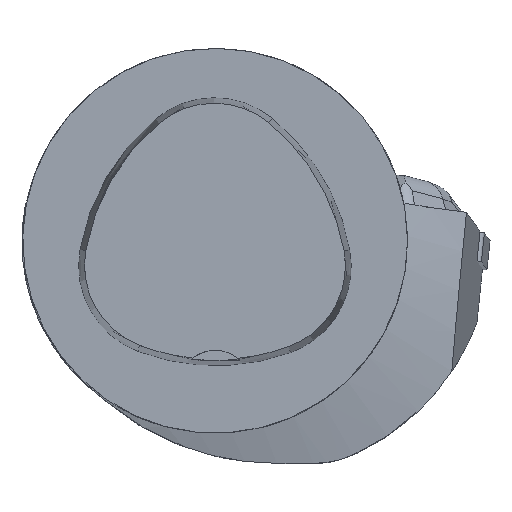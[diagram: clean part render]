
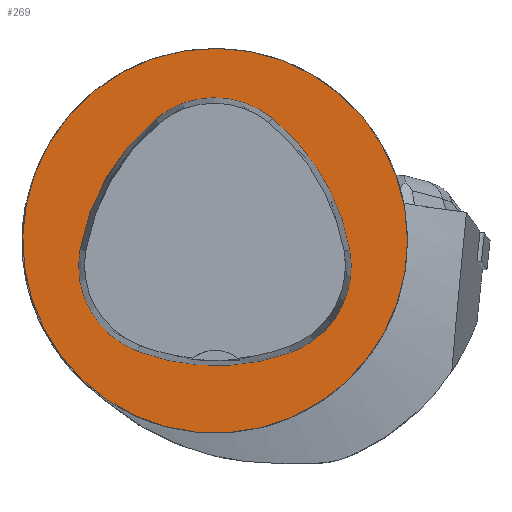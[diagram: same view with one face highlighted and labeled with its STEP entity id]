
A CAD part, top view. The second image highlights one B-rep face of the part: STEP entity #269.
In plain terms, the highlighted planar face has unit normal (0, 0, 1).
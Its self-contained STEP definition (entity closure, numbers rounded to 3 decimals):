
#269=ADVANCED_FACE('',(#656,#657),#340,.T.);
#340=PLANE('',#1800);
#656=FACE_BOUND('',#701,.T.);
#657=FACE_BOUND('',#702,.T.);
#701=EDGE_LOOP('',(#957,#958,#959,#960,#961,#962));
#702=EDGE_LOOP('',(#963));
#957=ORIENTED_EDGE('',*,*,#1495,.F.);
#958=ORIENTED_EDGE('',*,*,#1490,.F.);
#959=ORIENTED_EDGE('',*,*,#1485,.F.);
#960=ORIENTED_EDGE('',*,*,#1482,.F.);
#961=ORIENTED_EDGE('',*,*,#1479,.F.);
#962=ORIENTED_EDGE('',*,*,#1475,.F.);
#963=ORIENTED_EDGE('',*,*,#1465,.T.);
#1293=VERTEX_POINT('',#2675);
#1302=VERTEX_POINT('',#2695);
#1303=VERTEX_POINT('',#2696);
#1306=VERTEX_POINT('',#2704);
#1308=VERTEX_POINT('',#2710);
#1310=VERTEX_POINT('',#2716);
#1314=VERTEX_POINT('',#2729);
#1465=EDGE_CURVE('',#1293,#1293,#1605,.T.);
#1475=EDGE_CURVE('',#1302,#1303,#1606,.T.);
#1479=EDGE_CURVE('',#1303,#1306,#1608,.T.);
#1482=EDGE_CURVE('',#1306,#1308,#1610,.T.);
#1485=EDGE_CURVE('',#1308,#1310,#1612,.T.);
#1490=EDGE_CURVE('',#1310,#1314,#1615,.T.);
#1495=EDGE_CURVE('',#1314,#1302,#1618,.T.);
#1605=CIRCLE('',#1771,31.5);
#1606=CIRCLE('',#1778,36.);
#1608=CIRCLE('',#1781,15.);
#1610=CIRCLE('',#1784,36.);
#1612=CIRCLE('',#1787,15.);
#1615=CIRCLE('',#1791,36.);
#1618=CIRCLE('',#1795,15.);
#1771=AXIS2_PLACEMENT_3D('',#2674,#2054,#2055);
#1778=AXIS2_PLACEMENT_3D('',#2694,#2072,#2073);
#1781=AXIS2_PLACEMENT_3D('',#2703,#2080,#2081);
#1784=AXIS2_PLACEMENT_3D('',#2709,#2087,#2088);
#1787=AXIS2_PLACEMENT_3D('',#2715,#2094,#2095);
#1791=AXIS2_PLACEMENT_3D('',#2728,#2103,#2104);
#1795=AXIS2_PLACEMENT_3D('',#2741,#2112,#2113);
#1800=AXIS2_PLACEMENT_3D('',#2746,#2122,#2123);
#2054=DIRECTION('',(0.,0.,1.));
#2055=DIRECTION('',(1.,0.,0.));
#2072=DIRECTION('',(0.,0.,1.));
#2073=DIRECTION('',(1.,0.,0.));
#2080=DIRECTION('',(0.,0.,1.));
#2081=DIRECTION('',(1.,0.,0.));
#2087=DIRECTION('',(0.,0.,1.));
#2088=DIRECTION('',(1.,0.,0.));
#2094=DIRECTION('',(0.,0.,1.));
#2095=DIRECTION('',(1.,0.,0.));
#2103=DIRECTION('',(0.,0.,1.));
#2104=DIRECTION('',(1.,0.,0.));
#2112=DIRECTION('',(0.,0.,1.));
#2113=DIRECTION('',(1.,0.,0.));
#2122=DIRECTION('',(0.,0.,1.));
#2123=DIRECTION('',(-1.,0.,0.));
#2674=CARTESIAN_POINT('',(0.,0.,0.));
#2675=CARTESIAN_POINT('',(31.5,0.,0.));
#2694=CARTESIAN_POINT('',(-13.398,-7.893,0.));
#2695=CARTESIAN_POINT('',(22.041,-1.562,0.));
#2696=CARTESIAN_POINT('',(9.317,20.036,0.));
#2703=CARTESIAN_POINT('',(-0.148,8.399,0.));
#2704=CARTESIAN_POINT('',(-9.779,19.898,0.));
#2709=CARTESIAN_POINT('',(13.337,-7.7,0.));
#2710=CARTESIAN_POINT('',(-22.122,-1.48,0.));
#2715=CARTESIAN_POINT('',(-7.347,-4.071,0.));
#2716=CARTESIAN_POINT('',(-12.693,-18.087,0.));
#2728=CARTESIAN_POINT('',(0.137,15.55,0.));
#2729=CARTESIAN_POINT('',(12.373,-18.307,0.));
#2741=CARTESIAN_POINT('',(7.275,-4.2,0.));
#2746=CARTESIAN_POINT('',(0.,0.,0.));
